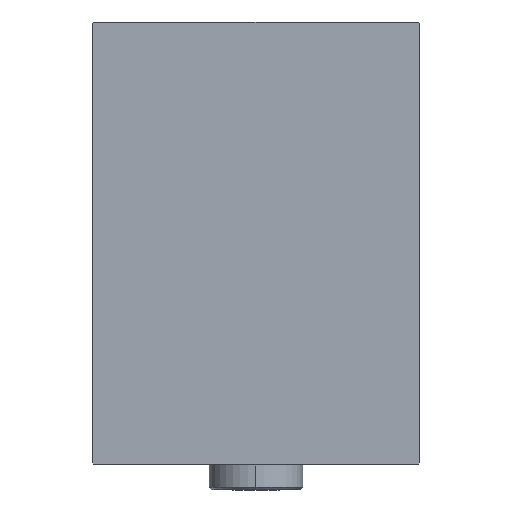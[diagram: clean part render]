
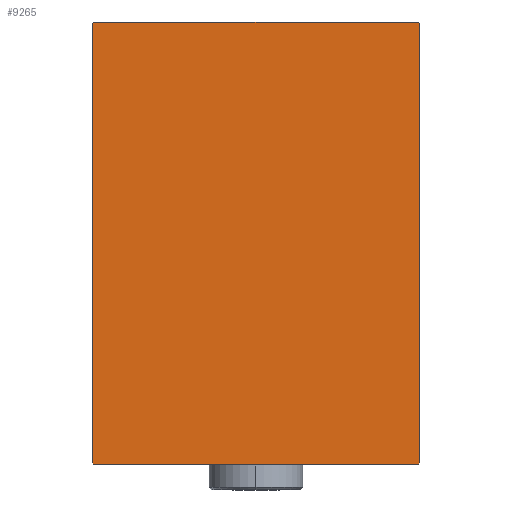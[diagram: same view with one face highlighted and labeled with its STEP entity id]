
A CAD part, left-side view. The second image highlights one B-rep face of the part: STEP entity #9265.
In plain terms, the highlighted face is planar.
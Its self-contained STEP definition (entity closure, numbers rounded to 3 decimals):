
#579 = VERTEX_POINT ( 'NONE', #873 ) ;
#873 = CARTESIAN_POINT ( 'NONE',  ( 88., 31.2, 42.5 ) ) ;
#1395 = VECTOR ( 'NONE', #38515, 1000. ) ;
#2741 = ORIENTED_EDGE ( 'NONE', *, *, #10274, .T. ) ;
#3967 = LINE ( 'NONE', #28444, #16639 ) ;
#4816 = CARTESIAN_POINT ( 'NONE',  ( 88., 31.2, -42.5 ) ) ;
#5607 = EDGE_CURVE ( 'NONE', #17071, #579, #31335, .T. ) ;
#6436 = ORIENTED_EDGE ( 'NONE', *, *, #24556, .T. ) ;
#7722 = VECTOR ( 'NONE', #35497, 1000. ) ;
#8343 = DIRECTION ( 'NONE',  ( 0., -1., 0. ) ) ;
#9265 = ADVANCED_FACE ( 'NONE', ( #32846 ), #28928, .T. ) ;
#10274 = EDGE_CURVE ( 'NONE', #32903, #17071, #26390, .T. ) ;
#10572 = EDGE_CURVE ( 'NONE', #579, #38215, #40676, .T. ) ;
#10873 = CARTESIAN_POINT ( 'NONE',  ( 88., 31.5, -42.2 ) ) ;
#10879 = VERTEX_POINT ( 'NONE', #4816 ) ;
#11402 = EDGE_CURVE ( 'NONE', #38215, #44410, #3967, .T. ) ;
#12114 = CARTESIAN_POINT ( 'NONE',  ( 88., -31.2, 42.5 ) ) ;
#12571 = VERTEX_POINT ( 'NONE', #39415 ) ;
#12739 = ORIENTED_EDGE ( 'NONE', *, *, #40865, .T. ) ;
#15457 = ORIENTED_EDGE ( 'NONE', *, *, #10572, .T. ) ;
#16639 = VECTOR ( 'NONE', #43470, 1000. ) ;
#17036 = LINE ( 'NONE', #17259, #1395 ) ;
#17071 = VERTEX_POINT ( 'NONE', #38235 ) ;
#17259 = CARTESIAN_POINT ( 'NONE',  ( 88., -31.5, -42.5 ) ) ;
#17324 = VECTOR ( 'NONE', #18997, 1000. ) ;
#18997 = DIRECTION ( 'NONE',  ( 0., 0., 1. ) ) ;
#19237 = VECTOR ( 'NONE', #39004, 1000. ) ;
#19281 = EDGE_LOOP ( 'NONE', ( #6436, #27496, #2741, #24401, #15457, #35074, #12739, #26123 ) ) ;
#20567 = EDGE_CURVE ( 'NONE', #12571, #33966, #29357, .T. ) ;
#20902 = CARTESIAN_POINT ( 'NONE',  ( 88., -31.5, 42.2 ) ) ;
#21729 = LINE ( 'NONE', #32796, #29018 ) ;
#22473 = AXIS2_PLACEMENT_3D ( 'NONE', #36549, #29379, #39803 ) ;
#23106 = CARTESIAN_POINT ( 'NONE',  ( 88., 31.5, 42.5 ) ) ;
#24401 = ORIENTED_EDGE ( 'NONE', *, *, #5607, .T. ) ;
#24556 = EDGE_CURVE ( 'NONE', #33966, #10879, #17036, .T. ) ;
#24901 = CARTESIAN_POINT ( 'NONE',  ( 88., 36.85, -36.85 ) ) ;
#26123 = ORIENTED_EDGE ( 'NONE', *, *, #20567, .T. ) ;
#26390 = LINE ( 'NONE', #40497, #17324 ) ;
#27496 = ORIENTED_EDGE ( 'NONE', *, *, #33320, .T. ) ;
#28444 = CARTESIAN_POINT ( 'NONE',  ( 88., -36.85, 36.85 ) ) ;
#28650 = DIRECTION ( 'NONE',  ( 0., 0., -1. ) ) ;
#28928 = PLANE ( 'NONE',  #22473 ) ;
#29018 = VECTOR ( 'NONE', #28650, 1000. ) ;
#29357 = LINE ( 'NONE', #29825, #35296 ) ;
#29379 = DIRECTION ( 'NONE',  ( 1., 0., 0. ) ) ;
#29825 = CARTESIAN_POINT ( 'NONE',  ( 88., -36.85, -36.85 ) ) ;
#30613 = VECTOR ( 'NONE', #8343, 1000. ) ;
#31335 = LINE ( 'NONE', #45472, #7722 ) ;
#32796 = CARTESIAN_POINT ( 'NONE',  ( 88., -31.5, 42.5 ) ) ;
#32824 = DIRECTION ( 'NONE',  ( 0., 0.707, -0.707 ) ) ;
#32846 = FACE_OUTER_BOUND ( 'NONE', #19281, .T. ) ;
#32903 = VERTEX_POINT ( 'NONE', #10873 ) ;
#33320 = EDGE_CURVE ( 'NONE', #10879, #32903, #39469, .T. ) ;
#33966 = VERTEX_POINT ( 'NONE', #42907 ) ;
#35074 = ORIENTED_EDGE ( 'NONE', *, *, #11402, .T. ) ;
#35296 = VECTOR ( 'NONE', #32824, 1000. ) ;
#35497 = DIRECTION ( 'NONE',  ( 0., -0.707, 0.707 ) ) ;
#36549 = CARTESIAN_POINT ( 'NONE',  ( 88., 0., 0. ) ) ;
#38215 = VERTEX_POINT ( 'NONE', #12114 ) ;
#38235 = CARTESIAN_POINT ( 'NONE',  ( 88., 31.5, 42.2 ) ) ;
#38515 = DIRECTION ( 'NONE',  ( 0., 1., 0. ) ) ;
#39004 = DIRECTION ( 'NONE',  ( 0., 0.707, 0.707 ) ) ;
#39415 = CARTESIAN_POINT ( 'NONE',  ( 88., -31.5, -42.2 ) ) ;
#39469 = LINE ( 'NONE', #24901, #19237 ) ;
#39803 = DIRECTION ( 'NONE',  ( 0., 0., -1. ) ) ;
#40497 = CARTESIAN_POINT ( 'NONE',  ( 88., 31.5, -42.5 ) ) ;
#40676 = LINE ( 'NONE', #23106, #30613 ) ;
#40865 = EDGE_CURVE ( 'NONE', #44410, #12571, #21729, .T. ) ;
#42907 = CARTESIAN_POINT ( 'NONE',  ( 88., -31.2, -42.5 ) ) ;
#43470 = DIRECTION ( 'NONE',  ( 0., -0.707, -0.707 ) ) ;
#44410 = VERTEX_POINT ( 'NONE', #20902 ) ;
#45472 = CARTESIAN_POINT ( 'NONE',  ( 88., 36.85, 36.85 ) ) ;
